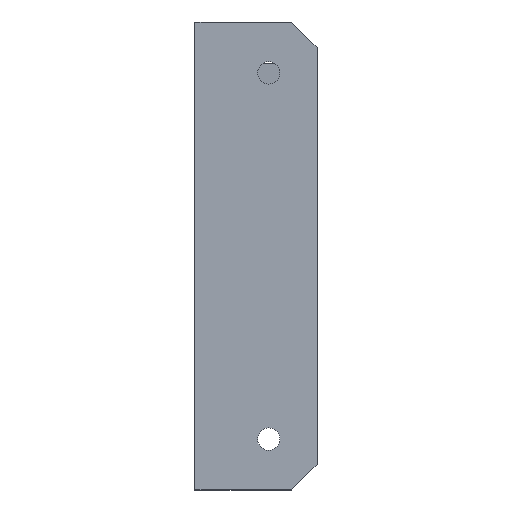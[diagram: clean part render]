
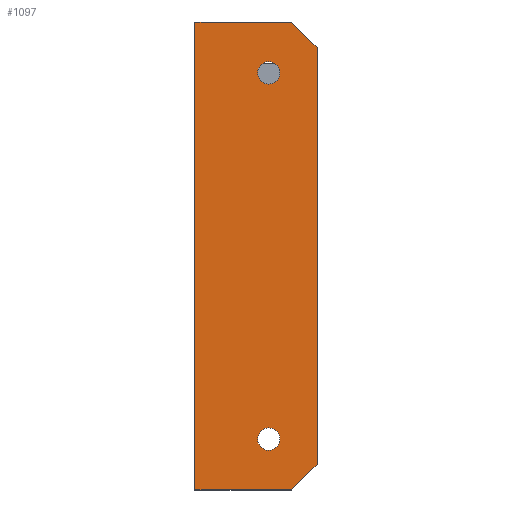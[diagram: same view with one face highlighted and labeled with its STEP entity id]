
A CAD part, top view. The second image highlights one B-rep face of the part: STEP entity #1097.
In plain terms, the highlighted planar face has unit normal (0, 0, 1).
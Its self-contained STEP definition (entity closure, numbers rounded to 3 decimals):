
#24=FACE_BOUND('',#198,.T.);
#25=FACE_BOUND('',#199,.T.);
#65=PLANE('',#1191);
#131=FACE_OUTER_BOUND('',#197,.T.);
#197=EDGE_LOOP('',(#973,#974,#975,#976,#977,#978));
#198=EDGE_LOOP('',(#979));
#199=EDGE_LOOP('',(#980));
#238=LINE('',#1558,#363);
#261=LINE('',#1608,#386);
#263=LINE('',#1612,#388);
#275=LINE('',#1638,#400);
#300=LINE('',#1709,#425);
#331=LINE('',#1782,#456);
#363=VECTOR('',#1254,10.);
#386=VECTOR('',#1295,10.);
#388=VECTOR('',#1299,10.);
#400=VECTOR('',#1323,10.);
#425=VECTOR('',#1380,10.);
#456=VECTOR('',#1461,10.);
#472=CIRCLE('',#1146,2.2);
#484=CIRCLE('',#1171,2.2);
#512=VERTEX_POINT('',#1555);
#513=VERTEX_POINT('',#1557);
#531=VERTEX_POINT('',#1607);
#532=VERTEX_POINT('',#1611);
#534=VERTEX_POINT('',#1617);
#540=VERTEX_POINT('',#1637);
#570=VERTEX_POINT('',#1708);
#572=VERTEX_POINT('',#1720);
#617=EDGE_CURVE('',#512,#513,#238,.T.);
#642=EDGE_CURVE('',#513,#531,#261,.T.);
#644=EDGE_CURVE('',#531,#532,#263,.T.);
#648=EDGE_CURVE('',#534,#534,#472,.T.);
#657=EDGE_CURVE('',#540,#532,#275,.T.);
#693=EDGE_CURVE('',#570,#512,#300,.T.);
#700=EDGE_CURVE('',#572,#572,#484,.T.);
#730=EDGE_CURVE('',#570,#540,#331,.T.);
#973=ORIENTED_EDGE('',*,*,#693,.F.);
#974=ORIENTED_EDGE('',*,*,#730,.T.);
#975=ORIENTED_EDGE('',*,*,#657,.T.);
#976=ORIENTED_EDGE('',*,*,#644,.F.);
#977=ORIENTED_EDGE('',*,*,#642,.F.);
#978=ORIENTED_EDGE('',*,*,#617,.F.);
#979=ORIENTED_EDGE('',*,*,#648,.T.);
#980=ORIENTED_EDGE('',*,*,#700,.T.);
#1097=ADVANCED_FACE('',(#131,#24,#25),#65,.T.);
#1146=AXIS2_PLACEMENT_3D('',#1619,#1305,#1306);
#1171=AXIS2_PLACEMENT_3D('',#1722,#1395,#1396);
#1191=AXIS2_PLACEMENT_3D('',#1781,#1459,#1460);
#1254=DIRECTION('',(0.,-1.,0.));
#1295=DIRECTION('',(-0.707,-0.707,0.));
#1299=DIRECTION('',(-1.,0.,0.));
#1305=DIRECTION('center_axis',(0.,0.,-1.));
#1306=DIRECTION('ref_axis',(1.,0.,0.));
#1323=DIRECTION('',(0.,-1.,0.));
#1380=DIRECTION('',(0.707,-0.707,0.));
#1395=DIRECTION('center_axis',(0.,0.,-1.));
#1396=DIRECTION('ref_axis',(1.,0.,0.));
#1459=DIRECTION('center_axis',(0.,0.,1.));
#1460=DIRECTION('ref_axis',(0.,1.,0.));
#1461=DIRECTION('',(-1.,0.,0.));
#1555=CARTESIAN_POINT('',(326.,240.,-235.));
#1557=CARTESIAN_POINT('',(326.,158.,-235.));
#1558=CARTESIAN_POINT('',(326.,245.,-235.));
#1607=CARTESIAN_POINT('',(321.,153.,-235.));
#1608=CARTESIAN_POINT('',(318.375,150.375,-235.));
#1611=CARTESIAN_POINT('',(302.,153.,-235.));
#1612=CARTESIAN_POINT('',(305.5,153.,-235.));
#1617=CARTESIAN_POINT('',(314.3,163.,-235.));
#1619=CARTESIAN_POINT('Origin',(316.5,163.,-235.));
#1637=CARTESIAN_POINT('',(302.,245.,-235.));
#1638=CARTESIAN_POINT('',(302.,176.,-235.));
#1708=CARTESIAN_POINT('',(321.,245.,-235.));
#1709=CARTESIAN_POINT('',(341.375,224.625,-235.));
#1720=CARTESIAN_POINT('',(314.3,235.,-235.));
#1722=CARTESIAN_POINT('Origin',(316.5,235.,-235.));
#1781=CARTESIAN_POINT('Origin',(305.5,153.,-235.));
#1782=CARTESIAN_POINT('',(305.5,245.,-235.));
